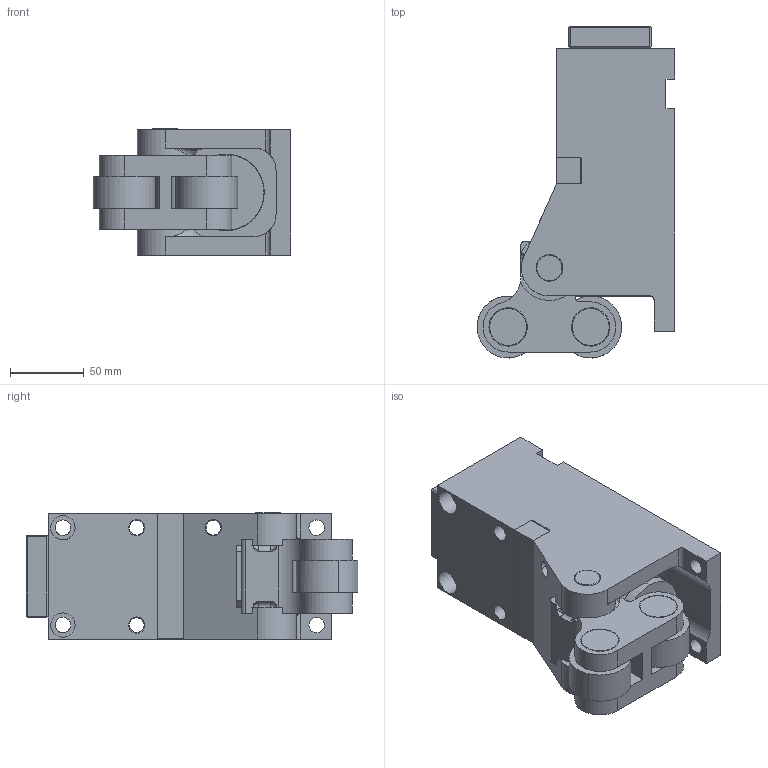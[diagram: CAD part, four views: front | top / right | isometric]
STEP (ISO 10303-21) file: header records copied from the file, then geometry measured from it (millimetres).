
FILE_DESCRIPTION(('CATIA V5 STEP Exchange'),'2;1');
FILE_NAME('CPUN_07000_38.stp','2015-11-17T07:49:56+00:00',('none'),('none'),'CATIA Version 5 Release 20 GA (IN-10)','CATIA V5 STEP AP203','none');
FILE_SCHEMA(('CONFIG_CONTROL_DESIGN'));
Length unit declared in the file: millimetre
Products named in the file (1): CPUN-07000-38
Bounding box: 133.98 x 224.98 x 85.5 mm (x, y, z)
Volume: 1188888.2 mm3; surface area: 229738.8 mm2
Topology: 6 solids, 19 shells, 431 faces, 1077 edges, 670 vertices
Faces by surface type: cylinder 184, plane 124, cone 81, torus 28, sphere 12, bspline 2
Entity records: 13139 total; most frequent: CARTESIAN_POINT 3555, ORIENTED_EDGE 2070, DIRECTION 1631, EDGE_CURVE 1035, AXIS2_PLACEMENT_3D 813, VERTEX_POINT 670, EDGE_LOOP 497, VECTOR 460
